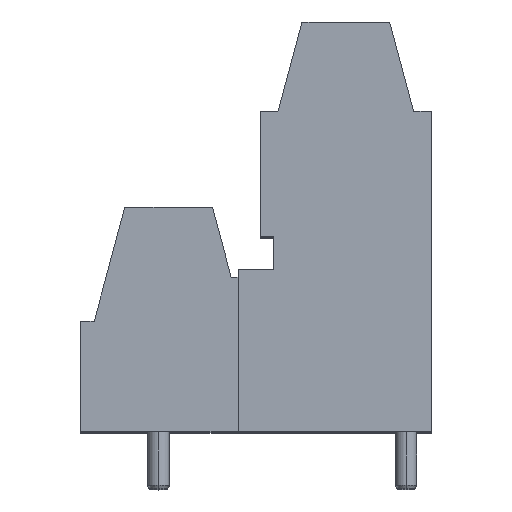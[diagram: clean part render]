
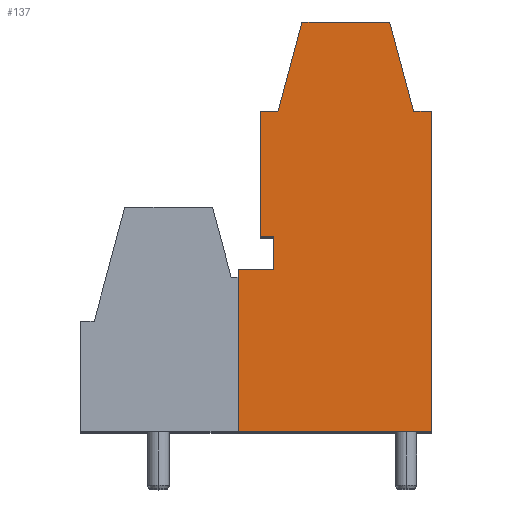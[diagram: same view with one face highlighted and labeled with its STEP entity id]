
A CAD part, top view. The second image highlights one B-rep face of the part: STEP entity #137.
In plain terms, the highlighted planar face has unit normal (0, 0, 1).
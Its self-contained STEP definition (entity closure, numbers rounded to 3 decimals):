
#42 = LINE ( 'NONE', #2023, #2233 ) ;
#81 = VERTEX_POINT ( 'NONE', #918 ) ;
#89 = ORIENTED_EDGE ( 'NONE', *, *, #113, .T. ) ;
#113 = EDGE_CURVE ( 'NONE', #1918, #426, #1035, .T. ) ;
#137 = ADVANCED_FACE ( 'NONE', ( #1307 ), #461, .T. ) ;
#159 = EDGE_CURVE ( 'NONE', #1486, #671, #1106, .T. ) ;
#186 = VERTEX_POINT ( 'NONE', #265 ) ;
#219 = LINE ( 'NONE', #2421, #983 ) ;
#248 = DIRECTION ( 'NONE',  ( 0., 1., 0. ) ) ;
#265 = CARTESIAN_POINT ( 'NONE',  ( 11.053, 19.7, 2.25 ) ) ;
#288 = LINE ( 'NONE', #1082, #1821 ) ;
#296 = LINE ( 'NONE', #527, #1663 ) ;
#303 = CARTESIAN_POINT ( 'NONE',  ( 11.9, 10., 2.25 ) ) ;
#426 = VERTEX_POINT ( 'NONE', #2410 ) ;
#450 = CARTESIAN_POINT ( 'NONE',  ( 13.626, 25.2, 2.25 ) ) ;
#459 = EDGE_CURVE ( 'NONE', #517, #2482, #2027, .T. ) ;
#461 = PLANE ( 'NONE',  #1593 ) ;
#501 = DIRECTION ( 'NONE',  ( -0.259, 0.966, 0. ) ) ;
#517 = VERTEX_POINT ( 'NONE', #1875 ) ;
#527 = CARTESIAN_POINT ( 'NONE',  ( 19.026, 25.2, 2.25 ) ) ;
#537 = DIRECTION ( 'NONE',  ( 1., 0., 0. ) ) ;
#563 = ORIENTED_EDGE ( 'NONE', *, *, #1557, .T. ) ;
#580 = LINE ( 'NONE', #1538, #2108 ) ;
#653 = DIRECTION ( 'NONE',  ( 0., 0., 1. ) ) ;
#669 = DIRECTION ( 'NONE',  ( 0., -1., 0. ) ) ;
#671 = VERTEX_POINT ( 'NONE', #1157 ) ;
#695 = EDGE_CURVE ( 'NONE', #1895, #1351, #580, .T. ) ;
#713 = CARTESIAN_POINT ( 'NONE',  ( 9.7, 0., 2.25 ) ) ;
#714 = CARTESIAN_POINT ( 'NONE',  ( 11.9, 10., 2.25 ) ) ;
#795 = VECTOR ( 'NONE', #501, 1000. ) ;
#828 = LINE ( 'NONE', #2226, #1761 ) ;
#833 = CARTESIAN_POINT ( 'NONE',  ( 9.7, 0., 2.25 ) ) ;
#837 = CARTESIAN_POINT ( 'NONE',  ( 21.6, 0., 2.25 ) ) ;
#851 = ORIENTED_EDGE ( 'NONE', *, *, #2178, .T. ) ;
#872 = VERTEX_POINT ( 'NONE', #1731 ) ;
#918 = CARTESIAN_POINT ( 'NONE',  ( 20.5, 19.7, 2.25 ) ) ;
#957 = ORIENTED_EDGE ( 'NONE', *, *, #1488, .T. ) ;
#983 = VECTOR ( 'NONE', #669, 1000. ) ;
#1021 = DIRECTION ( 'NONE',  ( 0., -1., 0. ) ) ;
#1035 = LINE ( 'NONE', #450, #1961 ) ;
#1048 = CARTESIAN_POINT ( 'NONE',  ( 11.053, 12., 2.25 ) ) ;
#1082 = CARTESIAN_POINT ( 'NONE',  ( 21.6, 19.7, 2.25 ) ) ;
#1096 = LINE ( 'NONE', #713, #1865 ) ;
#1106 = LINE ( 'NONE', #1048, #1923 ) ;
#1130 = EDGE_CURVE ( 'NONE', #1351, #517, #1096, .T. ) ;
#1145 = ORIENTED_EDGE ( 'NONE', *, *, #2408, .T. ) ;
#1157 = CARTESIAN_POINT ( 'NONE',  ( 11.9, 12., 2.25 ) ) ;
#1180 = DIRECTION ( 'NONE',  ( 0., -1., 0. ) ) ;
#1181 = ORIENTED_EDGE ( 'NONE', *, *, #159, .T. ) ;
#1190 = DIRECTION ( 'NONE',  ( -1., 0., 0. ) ) ;
#1277 = LINE ( 'NONE', #2284, #795 ) ;
#1283 = ORIENTED_EDGE ( 'NONE', *, *, #2306, .T. ) ;
#1307 = FACE_OUTER_BOUND ( 'NONE', #1897, .T. ) ;
#1351 = VERTEX_POINT ( 'NONE', #833 ) ;
#1420 = DIRECTION ( 'NONE',  ( -1., 0., 0. ) ) ;
#1439 = CARTESIAN_POINT ( 'NONE',  ( 0., 0., 2.25 ) ) ;
#1486 = VERTEX_POINT ( 'NONE', #2285 ) ;
#1488 = EDGE_CURVE ( 'NONE', #1910, #1895, #2274, .T. ) ;
#1508 = ORIENTED_EDGE ( 'NONE', *, *, #695, .T. ) ;
#1538 = CARTESIAN_POINT ( 'NONE',  ( 9.7, 10., 2.25 ) ) ;
#1557 = EDGE_CURVE ( 'NONE', #426, #186, #828, .T. ) ;
#1593 = AXIS2_PLACEMENT_3D ( 'NONE', #1439, #653, #537 ) ;
#1663 = VECTOR ( 'NONE', #2259, 1000. ) ;
#1675 = DIRECTION ( 'NONE',  ( -1., 0., 0. ) ) ;
#1701 = DIRECTION ( 'NONE',  ( 1., 0., 0. ) ) ;
#1731 = CARTESIAN_POINT ( 'NONE',  ( 19.026, 25.2, 2.25 ) ) ;
#1732 = ORIENTED_EDGE ( 'NONE', *, *, #2430, .T. ) ;
#1761 = VECTOR ( 'NONE', #1420, 1000. ) ;
#1821 = VECTOR ( 'NONE', #1190, 1000. ) ;
#1865 = VECTOR ( 'NONE', #1701, 1000. ) ;
#1866 = VECTOR ( 'NONE', #248, 1000. ) ;
#1875 = CARTESIAN_POINT ( 'NONE',  ( 21.6, 0., 2.25 ) ) ;
#1895 = VERTEX_POINT ( 'NONE', #2304 ) ;
#1897 = EDGE_LOOP ( 'NONE', ( #957, #1508, #2457, #2245, #851, #1732, #1145, #89, #563, #1283, #1181, #2300 ) ) ;
#1910 = VERTEX_POINT ( 'NONE', #303 ) ;
#1914 = CARTESIAN_POINT ( 'NONE',  ( 13.626, 25.2, 2.25 ) ) ;
#1918 = VERTEX_POINT ( 'NONE', #1914 ) ;
#1923 = VECTOR ( 'NONE', #2319, 1000. ) ;
#1961 = VECTOR ( 'NONE', #2106, 1000. ) ;
#2023 = CARTESIAN_POINT ( 'NONE',  ( 11.053, 19.7, 2.25 ) ) ;
#2027 = LINE ( 'NONE', #837, #1866 ) ;
#2087 = EDGE_CURVE ( 'NONE', #671, #1910, #219, .T. ) ;
#2106 = DIRECTION ( 'NONE',  ( -0.259, -0.966, 0. ) ) ;
#2108 = VECTOR ( 'NONE', #1180, 1000. ) ;
#2147 = CARTESIAN_POINT ( 'NONE',  ( 21.6, 19.7, 2.25 ) ) ;
#2178 = EDGE_CURVE ( 'NONE', #2482, #81, #288, .T. ) ;
#2226 = CARTESIAN_POINT ( 'NONE',  ( 12.153, 19.7, 2.25 ) ) ;
#2233 = VECTOR ( 'NONE', #1021, 1000. ) ;
#2245 = ORIENTED_EDGE ( 'NONE', *, *, #459, .T. ) ;
#2259 = DIRECTION ( 'NONE',  ( -1., 0., 0. ) ) ;
#2274 = LINE ( 'NONE', #714, #2440 ) ;
#2284 = CARTESIAN_POINT ( 'NONE',  ( 20.5, 19.7, 2.25 ) ) ;
#2285 = CARTESIAN_POINT ( 'NONE',  ( 11.053, 12., 2.25 ) ) ;
#2300 = ORIENTED_EDGE ( 'NONE', *, *, #2087, .T. ) ;
#2304 = CARTESIAN_POINT ( 'NONE',  ( 9.7, 10., 2.25 ) ) ;
#2306 = EDGE_CURVE ( 'NONE', #186, #1486, #42, .T. ) ;
#2319 = DIRECTION ( 'NONE',  ( 1., 0., 0. ) ) ;
#2408 = EDGE_CURVE ( 'NONE', #872, #1918, #296, .T. ) ;
#2410 = CARTESIAN_POINT ( 'NONE',  ( 12.153, 19.7, 2.25 ) ) ;
#2421 = CARTESIAN_POINT ( 'NONE',  ( 11.9, 12., 2.25 ) ) ;
#2430 = EDGE_CURVE ( 'NONE', #81, #872, #1277, .T. ) ;
#2440 = VECTOR ( 'NONE', #1675, 1000. ) ;
#2457 = ORIENTED_EDGE ( 'NONE', *, *, #1130, .T. ) ;
#2482 = VERTEX_POINT ( 'NONE', #2147 ) ;
